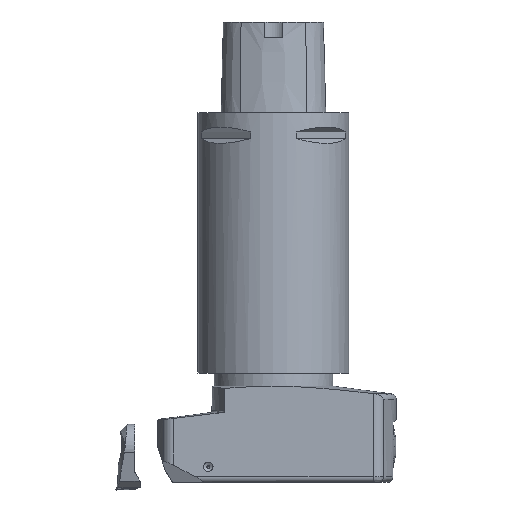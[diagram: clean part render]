
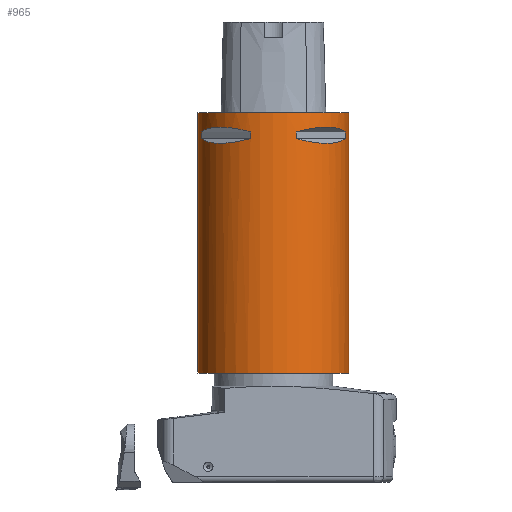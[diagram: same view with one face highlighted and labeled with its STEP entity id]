
A CAD part, front view. The second image highlights one B-rep face of the part: STEP entity #965.
In plain terms, the highlighted cylindrical face has radius 40 mm (diameter 80 mm), a full revolution.
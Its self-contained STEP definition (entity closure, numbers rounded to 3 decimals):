
#286=FACE_BOUND('',#2075,.T.);
#287=FACE_BOUND('',#2076,.T.);
#288=FACE_BOUND('',#2077,.T.);
#289=FACE_BOUND('',#2078,.T.);
#290=FACE_BOUND('',#2079,.T.);
#291=FACE_BOUND('',#2080,.T.);
#369=CIRCLE('',#8022,40.);
#370=CIRCLE('',#8028,40.);
#554=CYLINDRICAL_SURFACE('',#8033,40.);
#893=ELLIPSE('',#8024,46.188,40.);
#894=ELLIPSE('',#8025,46.188,40.);
#895=ELLIPSE('',#8026,46.188,40.);
#896=ELLIPSE('',#8027,46.188,40.);
#897=ELLIPSE('',#8029,46.188,40.);
#898=ELLIPSE('',#8030,46.188,40.);
#899=ELLIPSE('',#8031,46.188,40.);
#900=ELLIPSE('',#8032,46.188,40.);
#965=ADVANCED_FACE('',(#286,#287,#288,#289,#290,#291),#554,.T.);
#2075=EDGE_LOOP('',(#2697,#2698,#2699,#2700));
#2076=EDGE_LOOP('',(#2701,#2702,#2703,#2704));
#2077=EDGE_LOOP('',(#2705));
#2078=EDGE_LOOP('',(#2706));
#2079=EDGE_LOOP('',(#2707,#2708,#2709,#2710));
#2080=EDGE_LOOP('',(#2711,#2712,#2713,#2714));
#2697=ORIENTED_EDGE('',*,*,#5608,.T.);
#2698=ORIENTED_EDGE('',*,*,#5609,.T.);
#2699=ORIENTED_EDGE('',*,*,#5610,.T.);
#2700=ORIENTED_EDGE('',*,*,#5611,.T.);
#2701=ORIENTED_EDGE('',*,*,#5612,.T.);
#2702=ORIENTED_EDGE('',*,*,#5613,.T.);
#2703=ORIENTED_EDGE('',*,*,#5614,.T.);
#2704=ORIENTED_EDGE('',*,*,#5615,.T.);
#2705=ORIENTED_EDGE('',*,*,#5607,.F.);
#2706=ORIENTED_EDGE('',*,*,#5616,.T.);
#2707=ORIENTED_EDGE('',*,*,#5617,.T.);
#2708=ORIENTED_EDGE('',*,*,#5618,.T.);
#2709=ORIENTED_EDGE('',*,*,#5619,.T.);
#2710=ORIENTED_EDGE('',*,*,#5620,.T.);
#2711=ORIENTED_EDGE('',*,*,#5621,.T.);
#2712=ORIENTED_EDGE('',*,*,#5622,.T.);
#2713=ORIENTED_EDGE('',*,*,#5623,.T.);
#2714=ORIENTED_EDGE('',*,*,#5624,.T.);
#4812=VERTEX_POINT('',#10869);
#4813=VERTEX_POINT('',#10872);
#4814=VERTEX_POINT('',#10873);
#4815=VERTEX_POINT('',#10875);
#4816=VERTEX_POINT('',#10877);
#4817=VERTEX_POINT('',#10880);
#4818=VERTEX_POINT('',#10881);
#4819=VERTEX_POINT('',#10883);
#4820=VERTEX_POINT('',#10885);
#4821=VERTEX_POINT('',#10888);
#4822=VERTEX_POINT('',#10890);
#4823=VERTEX_POINT('',#10891);
#4824=VERTEX_POINT('',#10893);
#4825=VERTEX_POINT('',#10895);
#4826=VERTEX_POINT('',#10898);
#4827=VERTEX_POINT('',#10899);
#4828=VERTEX_POINT('',#10901);
#4829=VERTEX_POINT('',#10903);
#5607=EDGE_CURVE('',#4812,#4812,#369,.T.);
#5608=EDGE_CURVE('',#4813,#4814,#6689,.T.);
#5609=EDGE_CURVE('',#4814,#4815,#893,.T.);
#5610=EDGE_CURVE('',#4815,#4816,#6690,.T.);
#5611=EDGE_CURVE('',#4816,#4813,#894,.T.);
#5612=EDGE_CURVE('',#4817,#4818,#6691,.T.);
#5613=EDGE_CURVE('',#4818,#4819,#895,.T.);
#5614=EDGE_CURVE('',#4819,#4820,#6692,.T.);
#5615=EDGE_CURVE('',#4820,#4817,#896,.T.);
#5616=EDGE_CURVE('',#4821,#4821,#370,.T.);
#5617=EDGE_CURVE('',#4822,#4823,#6693,.T.);
#5618=EDGE_CURVE('',#4823,#4824,#897,.T.);
#5619=EDGE_CURVE('',#4824,#4825,#6694,.T.);
#5620=EDGE_CURVE('',#4825,#4822,#898,.T.);
#5621=EDGE_CURVE('',#4826,#4827,#6695,.T.);
#5622=EDGE_CURVE('',#4827,#4828,#899,.T.);
#5623=EDGE_CURVE('',#4828,#4829,#6696,.T.);
#5624=EDGE_CURVE('',#4829,#4826,#900,.T.);
#6689=LINE('',#10871,#7287);
#6690=LINE('',#10876,#7288);
#6691=LINE('',#10879,#7289);
#6692=LINE('',#10884,#7290);
#6693=LINE('',#10889,#7291);
#6694=LINE('',#10894,#7292);
#6695=LINE('',#10897,#7293);
#6696=LINE('',#10902,#7294);
#7287=VECTOR('',#8855,1.);
#7288=VECTOR('',#8858,1.);
#7289=VECTOR('',#8861,1.);
#7290=VECTOR('',#8864,1.);
#7291=VECTOR('',#8869,1.);
#7292=VECTOR('',#8872,1.);
#7293=VECTOR('',#8875,1.);
#7294=VECTOR('',#8878,1.);
#8022=AXIS2_PLACEMENT_3D('',#10868,#8851,#8852);
#8024=AXIS2_PLACEMENT_3D('',#10874,#8856,#8857);
#8025=AXIS2_PLACEMENT_3D('',#10878,#8859,#8860);
#8026=AXIS2_PLACEMENT_3D('',#10882,#8862,#8863);
#8027=AXIS2_PLACEMENT_3D('',#10886,#8865,#8866);
#8028=AXIS2_PLACEMENT_3D('',#10887,#8867,#8868);
#8029=AXIS2_PLACEMENT_3D('',#10892,#8870,#8871);
#8030=AXIS2_PLACEMENT_3D('',#10896,#8873,#8874);
#8031=AXIS2_PLACEMENT_3D('',#10900,#8876,#8877);
#8032=AXIS2_PLACEMENT_3D('',#10904,#8879,#8880);
#8033=AXIS2_PLACEMENT_3D('',#10905,#8881,#8882);
#8851=DIRECTION('',(0.,0.,-1.));
#8852=DIRECTION('',(-1.,0.,0.));
#8855=DIRECTION('',(0.,0.,1.));
#8856=DIRECTION('',(-0.354,-0.354,0.866));
#8857=DIRECTION('',(-0.612,-0.612,-0.5));
#8858=DIRECTION('',(0.,0.,-1.));
#8859=DIRECTION('',(-0.354,-0.354,-0.866));
#8860=DIRECTION('',(0.612,0.612,-0.5));
#8861=DIRECTION('',(0.,0.,1.));
#8862=DIRECTION('',(0.354,0.354,0.866));
#8863=DIRECTION('',(0.612,0.612,-0.5));
#8864=DIRECTION('',(0.,0.,-1.));
#8865=DIRECTION('',(0.354,0.354,-0.866));
#8866=DIRECTION('',(-0.612,-0.612,-0.5));
#8867=DIRECTION('',(0.,0.,-1.));
#8868=DIRECTION('',(-1.,0.,0.));
#8869=DIRECTION('',(0.,0.,1.));
#8870=DIRECTION('',(0.354,-0.354,0.866));
#8871=DIRECTION('',(0.612,-0.612,-0.5));
#8872=DIRECTION('',(0.,0.,-1.));
#8873=DIRECTION('',(0.354,-0.354,-0.866));
#8874=DIRECTION('',(-0.612,0.612,-0.5));
#8875=DIRECTION('',(0.,0.,1.));
#8876=DIRECTION('',(-0.354,0.354,0.866));
#8877=DIRECTION('',(-0.612,0.612,-0.5));
#8878=DIRECTION('',(0.,0.,-1.));
#8879=DIRECTION('',(-0.354,0.354,-0.866));
#8880=DIRECTION('',(0.612,-0.612,-0.5));
#8881=DIRECTION('',(0.,0.,-1.));
#8882=DIRECTION('',(-1.,0.,0.));
#10868=CARTESIAN_POINT('',(0.,0.,-138.));
#10869=CARTESIAN_POINT('',(-40.,0.,-138.));
#10871=CARTESIAN_POINT('',(38.115,12.133,0.));
#10872=CARTESIAN_POINT('',(38.115,12.133,-13.75));
#10873=CARTESIAN_POINT('',(38.115,12.133,-10.25));
#10874=CARTESIAN_POINT('',(0.,0.,-30.764));
#10875=CARTESIAN_POINT('',(12.133,38.115,-10.25));
#10876=CARTESIAN_POINT('',(12.133,38.115,0.));
#10877=CARTESIAN_POINT('',(12.133,38.115,-13.75));
#10878=CARTESIAN_POINT('',(0.,0.,6.764));
#10879=CARTESIAN_POINT('',(-38.115,-12.133,0.));
#10880=CARTESIAN_POINT('',(-38.115,-12.133,-13.75));
#10881=CARTESIAN_POINT('',(-38.115,-12.133,-10.25));
#10882=CARTESIAN_POINT('',(0.,0.,-30.764));
#10883=CARTESIAN_POINT('',(-12.133,-38.115,-10.25));
#10884=CARTESIAN_POINT('',(-12.133,-38.115,0.));
#10885=CARTESIAN_POINT('',(-12.133,-38.115,-13.75));
#10886=CARTESIAN_POINT('',(0.,0.,6.764));
#10887=CARTESIAN_POINT('',(0.,0.,0.));
#10888=CARTESIAN_POINT('',(-40.,0.,0.));
#10889=CARTESIAN_POINT('',(-12.133,38.115,0.));
#10890=CARTESIAN_POINT('',(-12.133,38.115,-13.75));
#10891=CARTESIAN_POINT('',(-12.133,38.115,-10.25));
#10892=CARTESIAN_POINT('',(0.,0.,-30.764));
#10893=CARTESIAN_POINT('',(-38.115,12.133,-10.25));
#10894=CARTESIAN_POINT('',(-38.115,12.133,0.));
#10895=CARTESIAN_POINT('',(-38.115,12.133,-13.75));
#10896=CARTESIAN_POINT('',(0.,0.,6.764));
#10897=CARTESIAN_POINT('',(12.133,-38.115,0.));
#10898=CARTESIAN_POINT('',(12.133,-38.115,-13.75));
#10899=CARTESIAN_POINT('',(12.133,-38.115,-10.25));
#10900=CARTESIAN_POINT('',(0.,0.,-30.764));
#10901=CARTESIAN_POINT('',(38.115,-12.133,-10.25));
#10902=CARTESIAN_POINT('',(38.115,-12.133,0.));
#10903=CARTESIAN_POINT('',(38.115,-12.133,-13.75));
#10904=CARTESIAN_POINT('',(0.,0.,6.764));
#10905=CARTESIAN_POINT('',(0.,0.,0.));
